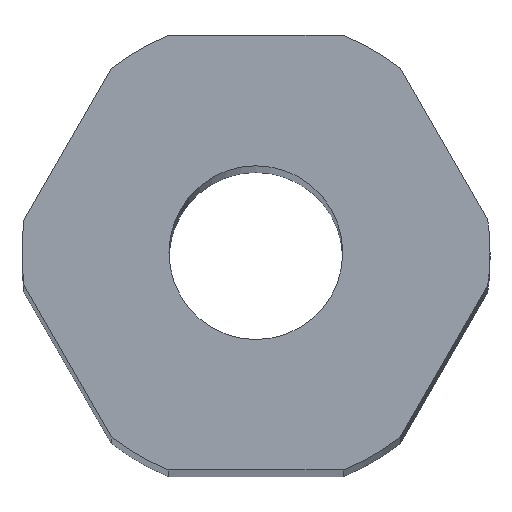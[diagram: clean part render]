
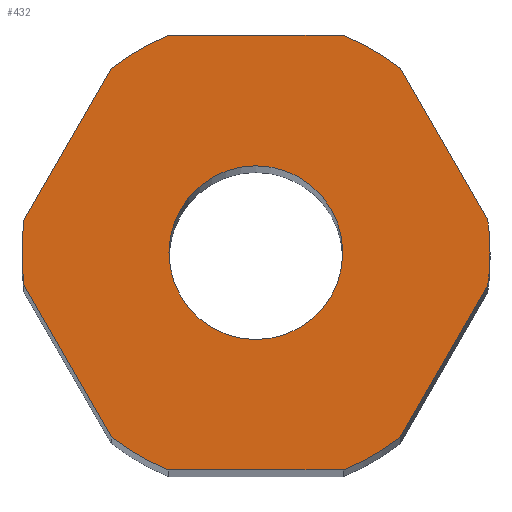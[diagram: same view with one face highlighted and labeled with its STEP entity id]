
A CAD part, top view. The second image highlights one B-rep face of the part: STEP entity #432.
In plain terms, the highlighted planar face has unit normal (0, 0, 1).
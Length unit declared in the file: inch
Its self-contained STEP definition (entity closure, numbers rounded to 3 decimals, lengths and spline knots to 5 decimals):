
#5 = VERTEX_POINT ( 'NONE', #115 ) ;
#8 = AXIS2_PLACEMENT_3D ( 'NONE', #254, #352, #411 ) ;
#12 = FACE_OUTER_BOUND ( 'NONE', #544, .T. ) ;
#20 = LINE ( 'NONE', #433, #435 ) ;
#22 = LINE ( 'NONE', #431, #472 ) ;
#24 = ORIENTED_EDGE ( 'NONE', *, *, #488, .T. ) ;
#34 = VECTOR ( 'NONE', #130, 39.37008 ) ;
#36 = EDGE_CURVE ( 'NONE', #529, #5, #96, .T. ) ;
#41 = CARTESIAN_POINT ( 'NONE',  ( 0.16699, -0.21277, 9. ) ) ;
#45 = DIRECTION ( 'NONE',  ( 1., 0., 0. ) ) ;
#55 = EDGE_CURVE ( 'NONE', #103, #404, #467, .T. ) ;
#56 = CARTESIAN_POINT ( 'NONE',  ( 0.26776, -0.03823, 9. ) ) ;
#63 = CARTESIAN_POINT ( 'NONE',  ( 0., 0., 9. ) ) ;
#65 = CARTESIAN_POINT ( 'NONE',  ( 0., 0., 9. ) ) ;
#66 = AXIS2_PLACEMENT_3D ( 'NONE', #332, #98, #437 ) ;
#67 = DIRECTION ( 'NONE',  ( 1., 0., 0. ) ) ;
#68 = ORIENTED_EDGE ( 'NONE', *, *, #193, .T. ) ;
#81 = CARTESIAN_POINT ( 'NONE',  ( 0.16699, -0.21277, 9. ) ) ;
#94 = DIRECTION ( 'NONE',  ( -1., 0., 0. ) ) ;
#96 = CIRCLE ( 'NONE', #8, 0.27047 ) ;
#97 = DIRECTION ( 'NONE',  ( 0., 0., -1. ) ) ;
#98 = DIRECTION ( 'NONE',  ( 0., 0., 1. ) ) ;
#99 = LINE ( 'NONE', #138, #34 ) ;
#100 = AXIS2_PLACEMENT_3D ( 'NONE', #116, #257, #213 ) ;
#103 = VERTEX_POINT ( 'NONE', #506 ) ;
#105 = FACE_BOUND ( 'NONE', #353, .T. ) ;
#106 = ORIENTED_EDGE ( 'NONE', *, *, #290, .T. ) ;
#115 = CARTESIAN_POINT ( 'NONE',  ( 0.27047, 0., 9. ) ) ;
#116 = CARTESIAN_POINT ( 'NONE',  ( 0., 0., 9. ) ) ;
#119 = EDGE_CURVE ( 'NONE', #486, #495, #339, .T. ) ;
#128 = CIRCLE ( 'NONE', #379, 0.27047 ) ;
#130 = DIRECTION ( 'NONE',  ( -0.5, 0.866, 0. ) ) ;
#131 = EDGE_CURVE ( 'NONE', #5, #621, #128, .T. ) ;
#136 = CARTESIAN_POINT ( 'NONE',  ( -0.16699, 0.21277, 9. ) ) ;
#138 = CARTESIAN_POINT ( 'NONE',  ( 0.26776, 0.03823, 9. ) ) ;
#147 = ORIENTED_EDGE ( 'NONE', *, *, #516, .T. ) ;
#167 = CARTESIAN_POINT ( 'NONE',  ( -0.16699, -0.21277, 9. ) ) ;
#178 = AXIS2_PLACEMENT_3D ( 'NONE', #192, #97, #45 ) ;
#186 = ORIENTED_EDGE ( 'NONE', *, *, #55, .T. ) ;
#188 = DIRECTION ( 'NONE',  ( 0.5, -0.866, 0. ) ) ;
#192 = CARTESIAN_POINT ( 'NONE',  ( 0., 0., 9. ) ) ;
#193 = EDGE_CURVE ( 'NONE', #378, #531, #597, .T. ) ;
#200 = EDGE_CURVE ( 'NONE', #572, #571, #470, .T. ) ;
#206 = CARTESIAN_POINT ( 'NONE',  ( -0.10077, -0.251, 9. ) ) ;
#207 = DIRECTION ( 'NONE',  ( 1., 0., 0. ) ) ;
#211 = CARTESIAN_POINT ( 'NONE',  ( 0., 0., 9. ) ) ;
#213 = DIRECTION ( 'NONE',  ( 1., 0., 0. ) ) ;
#214 = LINE ( 'NONE', #340, #303 ) ;
#221 = DIRECTION ( 'NONE',  ( -0.5, -0.866, 0. ) ) ;
#230 = LINE ( 'NONE', #81, #607 ) ;
#231 = CARTESIAN_POINT ( 'NONE',  ( -0.10077, 0.251, 9. ) ) ;
#235 = DIRECTION ( 'NONE',  ( 0.5, 0.866, 0. ) ) ;
#236 = AXIS2_PLACEMENT_3D ( 'NONE', #577, #277, #532 ) ;
#239 = VERTEX_POINT ( 'NONE', #414 ) ;
#254 = CARTESIAN_POINT ( 'NONE',  ( 0., 0., 9. ) ) ;
#256 = AXIS2_PLACEMENT_3D ( 'NONE', #604, #363, #207 ) ;
#257 = DIRECTION ( 'NONE',  ( 0., 0., 1. ) ) ;
#260 = DIRECTION ( 'NONE',  ( 1., 0., 0. ) ) ;
#261 = CIRCLE ( 'NONE', #178, 0.10039 ) ;
#262 = EDGE_CURVE ( 'NONE', #588, #239, #464, .T. ) ;
#276 = ORIENTED_EDGE ( 'NONE', *, *, #262, .T. ) ;
#277 = DIRECTION ( 'NONE',  ( 0., 0., 1. ) ) ;
#279 = ORIENTED_EDGE ( 'NONE', *, *, #416, .T. ) ;
#281 = CARTESIAN_POINT ( 'NONE',  ( 0.10039, 0., 9. ) ) ;
#290 = EDGE_CURVE ( 'NONE', #529, #103, #99, .T. ) ;
#291 = DIRECTION ( 'NONE',  ( 0., 0., 1. ) ) ;
#303 = VECTOR ( 'NONE', #94, 39.37008 ) ;
#310 = VERTEX_POINT ( 'NONE', #325 ) ;
#319 = CIRCLE ( 'NONE', #66, 0.27047 ) ;
#325 = CARTESIAN_POINT ( 'NONE',  ( -0.26776, -0.03823, 9. ) ) ;
#327 = ORIENTED_EDGE ( 'NONE', *, *, #436, .T. ) ;
#332 = CARTESIAN_POINT ( 'NONE',  ( 0., 0., 9. ) ) ;
#333 = ORIENTED_EDGE ( 'NONE', *, *, #200, .T. ) ;
#336 = DIRECTION ( 'NONE',  ( 1., 0., 0. ) ) ;
#339 = CIRCLE ( 'NONE', #356, 0.10039 ) ;
#340 = CARTESIAN_POINT ( 'NONE',  ( 0., 0.251, 9. ) ) ;
#341 = ORIENTED_EDGE ( 'NONE', *, *, #428, .T. ) ;
#350 = DIRECTION ( 'NONE',  ( 1., 0., 0. ) ) ;
#352 = DIRECTION ( 'NONE',  ( 0., 0., -1. ) ) ;
#353 = EDGE_LOOP ( 'NONE', ( #279, #608 ) ) ;
#356 = AXIS2_PLACEMENT_3D ( 'NONE', #63, #601, #260 ) ;
#360 = CARTESIAN_POINT ( 'NONE',  ( 0., 0., 9. ) ) ;
#362 = ORIENTED_EDGE ( 'NONE', *, *, #499, .T. ) ;
#363 = DIRECTION ( 'NONE',  ( 0., 0., 1. ) ) ;
#378 = VERTEX_POINT ( 'NONE', #426 ) ;
#379 = AXIS2_PLACEMENT_3D ( 'NONE', #360, #551, #562 ) ;
#380 = CARTESIAN_POINT ( 'NONE',  ( 0.26776, 0.03823, 9. ) ) ;
#386 = CARTESIAN_POINT ( 'NONE',  ( -0.10039, 0., 9. ) ) ;
#388 = PLANE ( 'NONE',  #236 ) ;
#404 = VERTEX_POINT ( 'NONE', #575 ) ;
#411 = DIRECTION ( 'NONE',  ( 1., 0., 0. ) ) ;
#414 = CARTESIAN_POINT ( 'NONE',  ( -0.26776, 0.03823, 9. ) ) ;
#416 = EDGE_CURVE ( 'NONE', #495, #486, #261, .T. ) ;
#426 = CARTESIAN_POINT ( 'NONE',  ( 0.10077, -0.251, 9. ) ) ;
#428 = EDGE_CURVE ( 'NONE', #531, #621, #230, .T. ) ;
#431 = CARTESIAN_POINT ( 'NONE',  ( 0., -0.251, 9. ) ) ;
#432 = ADVANCED_FACE ( 'NONE', ( #12, #105 ), #388, .T. ) ;
#433 = CARTESIAN_POINT ( 'NONE',  ( -0.26776, -0.03823, 9. ) ) ;
#434 = ORIENTED_EDGE ( 'NONE', *, *, #36, .F. ) ;
#435 = VECTOR ( 'NONE', #188, 39.37008 ) ;
#436 = EDGE_CURVE ( 'NONE', #571, #378, #22, .T. ) ;
#437 = DIRECTION ( 'NONE',  ( 1., 0., 0. ) ) ;
#442 = VECTOR ( 'NONE', #221, 39.37008 ) ;
#444 = VERTEX_POINT ( 'NONE', #231 ) ;
#447 = AXIS2_PLACEMENT_3D ( 'NONE', #211, #556, #67 ) ;
#451 = CIRCLE ( 'NONE', #503, 0.27047 ) ;
#464 = LINE ( 'NONE', #136, #442 ) ;
#467 = CIRCLE ( 'NONE', #447, 0.27047 ) ;
#468 = ORIENTED_EDGE ( 'NONE', *, *, #131, .F. ) ;
#470 = CIRCLE ( 'NONE', #256, 0.27047 ) ;
#472 = VECTOR ( 'NONE', #336, 39.37008 ) ;
#486 = VERTEX_POINT ( 'NONE', #386 ) ;
#488 = EDGE_CURVE ( 'NONE', #444, #588, #319, .T. ) ;
#493 = ORIENTED_EDGE ( 'NONE', *, *, #530, .T. ) ;
#495 = VERTEX_POINT ( 'NONE', #281 ) ;
#499 = EDGE_CURVE ( 'NONE', #404, #444, #214, .T. ) ;
#503 = AXIS2_PLACEMENT_3D ( 'NONE', #65, #291, #350 ) ;
#506 = CARTESIAN_POINT ( 'NONE',  ( 0.16699, 0.21277, 9. ) ) ;
#516 = EDGE_CURVE ( 'NONE', #310, #572, #20, .T. ) ;
#529 = VERTEX_POINT ( 'NONE', #380 ) ;
#530 = EDGE_CURVE ( 'NONE', #239, #310, #451, .T. ) ;
#531 = VERTEX_POINT ( 'NONE', #41 ) ;
#532 = DIRECTION ( 'NONE',  ( 1., 0., 0. ) ) ;
#536 = CARTESIAN_POINT ( 'NONE',  ( -0.16699, 0.21277, 9. ) ) ;
#544 = EDGE_LOOP ( 'NONE', ( #341, #468, #434, #106, #186, #362, #24, #276, #493, #147, #333, #327, #68 ) ) ;
#551 = DIRECTION ( 'NONE',  ( 0., 0., -1. ) ) ;
#556 = DIRECTION ( 'NONE',  ( 0., 0., 1. ) ) ;
#562 = DIRECTION ( 'NONE',  ( 1., 0., 0. ) ) ;
#571 = VERTEX_POINT ( 'NONE', #206 ) ;
#572 = VERTEX_POINT ( 'NONE', #167 ) ;
#575 = CARTESIAN_POINT ( 'NONE',  ( 0.10077, 0.251, 9. ) ) ;
#577 = CARTESIAN_POINT ( 'NONE',  ( 0., 0., 9. ) ) ;
#588 = VERTEX_POINT ( 'NONE', #536 ) ;
#597 = CIRCLE ( 'NONE', #100, 0.27047 ) ;
#601 = DIRECTION ( 'NONE',  ( 0., 0., -1. ) ) ;
#604 = CARTESIAN_POINT ( 'NONE',  ( 0., 0., 9. ) ) ;
#607 = VECTOR ( 'NONE', #235, 39.37008 ) ;
#608 = ORIENTED_EDGE ( 'NONE', *, *, #119, .T. ) ;
#621 = VERTEX_POINT ( 'NONE', #56 ) ;
